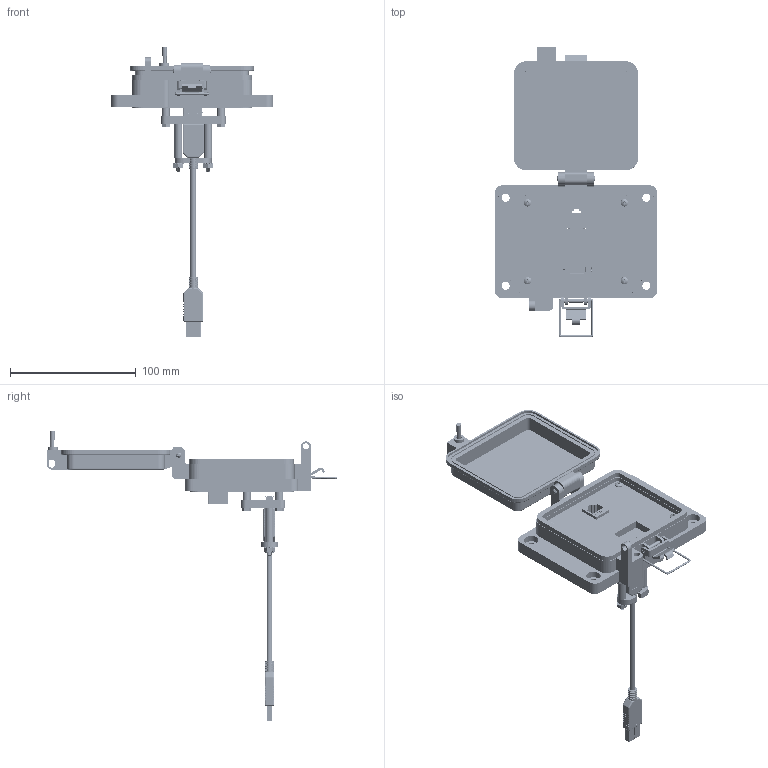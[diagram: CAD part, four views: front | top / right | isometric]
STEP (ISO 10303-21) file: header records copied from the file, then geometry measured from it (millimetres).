
FILE_DESCRIPTION (( 'STEP AP203' ), '1' );
FILE_NAME ('P-P50R2-K3RX_3D.STEP', '2020-04-03T15:02:37', ( '' ), ( '' ), 'SwSTEP 2.0', 'SolidWorks 2019', '' );
FILE_SCHEMA (( 'CONFIG_CONTROL_DESIGN' ));
Length unit declared in the file: millimetre
Products named in the file (21): Z-002-4401_4HN_90675A005; P-P50R2-K3RX_TP240_1; -K3; Z-001-SPR_1-1_4; P-P50R2-K3RX_BP180_1; Z-000-4243316TFP; P11; Z-000-44011_4FH_90273A117; R2; Z-001-SPR_1_4; P-P50R2-K3RX_TP180_3; Z-H-K3_B; Z-020-3047; P-P50R2-K3RX_FP060_1; Z-002-632516HN_90675A007; P-P50R2-K3RX_TP240_2; 92005A124_METRIC PAN HEAD PHILLIPS MACHINE SCREW_92005A124; Z-300-RJ45CAT5; P-P50R2-K3RX_TP060_4; P-P50R2-K3RX_3D; 632FH_1-3_4-IN
Assembly tree (41 placements, depth 3):
  P-P50R2-K3RX_3D
    P-P50R2-K3RX_BP180_1
    P-P50R2-K3RX_TP060_4
    Z-000-4243316TFP  x3
    Z-001-SPR_1_4  x8
    P-P50R2-K3RX_TP240_2
    P-P50R2-K3RX_TP240_1
    Z-000-44011_4FH_90273A117  x4
    Z-002-4401_4HN_90675A005  x4
    P11
      Z-020-3047
    P-P50R2-K3RX_TP180_3
    632FH_1-3_4-IN  x2
    Z-001-SPR_1-1_4  x2
    Z-002-632516HN_90675A007  x2
    P-P50R2-K3RX_FP060_1
    R2
      Z-300-RJ45CAT5
    -K3
      Z-H-K3_B
    92005A124_METRIC PAN HEAD PHILLIPS MACHINE SCREW_92005A124  x4
Bounding box: 129 x 231.18 x 230.51 mm (x, y, z)
Volume: 199739.4 mm3; surface area: 133968.3 mm2
Topology: 56 solids, 56 shells, 4796 faces, 13632 edges, 8980 vertices
Faces by surface type: cylinder 2498, plane 1473, bspline 470, cone 315, torus 32, sphere 8
Entity records: 114555 total; most frequent: CARTESIAN_POINT 43080, ORIENTED_EDGE 15886, DIRECTION 12517, EDGE_CURVE 7943, VERTEX_POINT 5235, LINE 4375, VECTOR 4375, AXIS2_PLACEMENT_3D 4071
